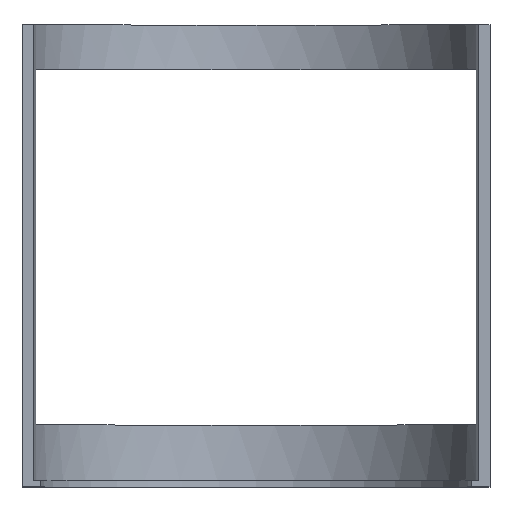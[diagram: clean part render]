
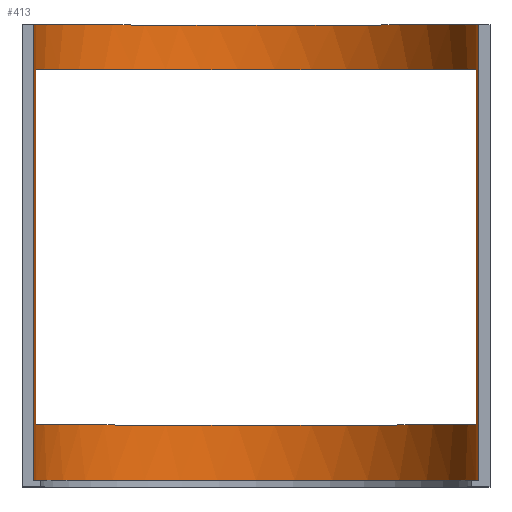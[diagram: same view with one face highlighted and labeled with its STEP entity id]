
A CAD part, top view. The second image highlights one B-rep face of the part: STEP entity #413.
In plain terms, the highlighted cylindrical face has radius 100.294 mm (diameter 200.588 mm), a partial arc.
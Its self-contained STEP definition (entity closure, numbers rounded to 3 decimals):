
#15=FACE_BOUND('',#69,.T.);
#47=FACE_OUTER_BOUND('',#68,.T.);
#68=EDGE_LOOP('',(#353,#354,#355,#356));
#69=EDGE_LOOP('',(#357,#358,#359,#360));
#89=LINE('',#615,#139);
#91=LINE('',#620,#141);
#119=LINE('',#682,#169);
#120=LINE('',#684,#170);
#139=VECTOR('',#500,10.);
#141=VECTOR('',#504,10.);
#169=VECTOR('',#556,10.);
#170=VECTOR('',#559,10.);
#179=CIRCLE('',#445,100.294);
#180=CIRCLE('',#447,100.294);
#181=CIRCLE('',#451,100.294);
#184=CIRCLE('',#458,100.294);
#191=VERTEX_POINT('',#594);
#192=VERTEX_POINT('',#596);
#195=VERTEX_POINT('',#605);
#196=VERTEX_POINT('',#607);
#198=VERTEX_POINT('',#612);
#199=VERTEX_POINT('',#617);
#214=VERTEX_POINT('',#657);
#215=VERTEX_POINT('',#659);
#229=EDGE_CURVE('',#191,#192,#179,.T.);
#235=EDGE_CURVE('',#196,#195,#180,.T.);
#239=EDGE_CURVE('',#198,#196,#89,.T.);
#241=EDGE_CURVE('',#199,#195,#91,.T.);
#243=EDGE_CURVE('',#198,#199,#181,.T.);
#261=EDGE_CURVE('',#215,#214,#184,.T.);
#273=EDGE_CURVE('',#214,#192,#119,.T.);
#274=EDGE_CURVE('',#215,#191,#120,.T.);
#353=ORIENTED_EDGE('',*,*,#273,.T.);
#354=ORIENTED_EDGE('',*,*,#229,.F.);
#355=ORIENTED_EDGE('',*,*,#274,.F.);
#356=ORIENTED_EDGE('',*,*,#261,.T.);
#357=ORIENTED_EDGE('',*,*,#241,.F.);
#358=ORIENTED_EDGE('',*,*,#243,.F.);
#359=ORIENTED_EDGE('',*,*,#239,.T.);
#360=ORIENTED_EDGE('',*,*,#235,.T.);
#399=CYLINDRICAL_SURFACE('',#462,100.294);
#413=ADVANCED_FACE('',(#47,#15),#399,.F.);
#445=AXIS2_PLACEMENT_3D('',#597,#484,#485);
#447=AXIS2_PLACEMENT_3D('',#608,#493,#494);
#451=AXIS2_PLACEMENT_3D('',#623,#508,#509);
#458=AXIS2_PLACEMENT_3D('',#660,#537,#538);
#462=AXIS2_PLACEMENT_3D('',#683,#557,#558);
#484=DIRECTION('center_axis',(0.,-1.,0.));
#485=DIRECTION('ref_axis',(0.988,0.,0.152));
#493=DIRECTION('center_axis',(0.,-1.,0.));
#494=DIRECTION('ref_axis',(0.988,0.,0.152));
#500=DIRECTION('',(0.,1.,0.));
#504=DIRECTION('',(0.,1.,0.));
#508=DIRECTION('center_axis',(0.,-1.,0.));
#509=DIRECTION('ref_axis',(-1.,0.,0.));
#537=DIRECTION('center_axis',(0.,-1.,0.));
#538=DIRECTION('ref_axis',(-1.,0.,0.));
#556=DIRECTION('',(0.,1.,0.));
#557=DIRECTION('center_axis',(0.,1.,0.));
#558=DIRECTION('ref_axis',(-1.,0.,0.));
#559=DIRECTION('',(0.,1.,0.));
#594=CARTESIAN_POINT('',(-100.294,205.,0.));
#596=CARTESIAN_POINT('',(100.294,205.,0.));
#597=CARTESIAN_POINT('Origin',(0.,205.,0.));
#605=CARTESIAN_POINT('',(99.121,185.,-15.294));
#607=CARTESIAN_POINT('',(-99.121,185.,-15.294));
#608=CARTESIAN_POINT('Origin',(0.,185.,0.));
#612=CARTESIAN_POINT('',(-99.121,25.,-15.294));
#615=CARTESIAN_POINT('',(-99.121,25.,-15.294));
#617=CARTESIAN_POINT('',(99.121,25.,-15.294));
#620=CARTESIAN_POINT('',(99.121,25.,-15.294));
#623=CARTESIAN_POINT('Origin',(0.,25.,0.));
#657=CARTESIAN_POINT('',(100.294,0.,0.));
#659=CARTESIAN_POINT('',(-100.294,0.,0.));
#660=CARTESIAN_POINT('Origin',(0.,0.,0.));
#682=CARTESIAN_POINT('',(100.294,0.,0.));
#683=CARTESIAN_POINT('Origin',(0.,0.,0.));
#684=CARTESIAN_POINT('',(-100.294,0.,0.));
